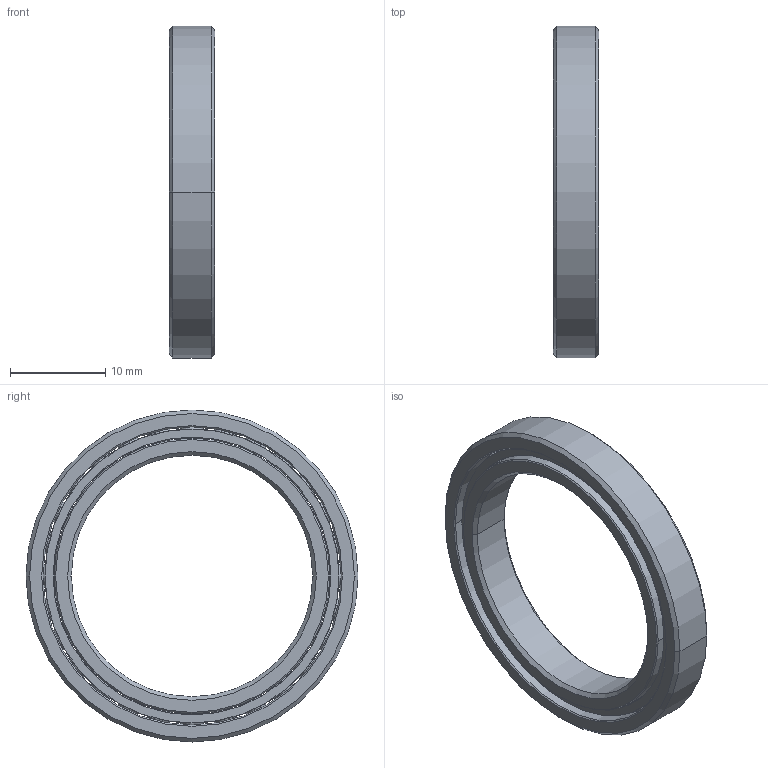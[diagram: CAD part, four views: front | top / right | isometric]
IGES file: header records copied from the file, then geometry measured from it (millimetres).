
Start section: TurboCAD 2024 Platinum 31.0, IMSIDesign, LLC
Global section: author: NULL; organization: NULL; date: 20250602.154226; units: inch
Bounding box: 4.76 x 34.92 x 34.92 mm (x, y, z)
Volume: 1717.5 mm3; surface area: 4447.7 mm2
Topology: 31 solids, 59 shells, 221 faces, 578 edges, 301 vertices
Faces by surface type: revolution 185, cylinder 16, cone 14, extrusion 6
